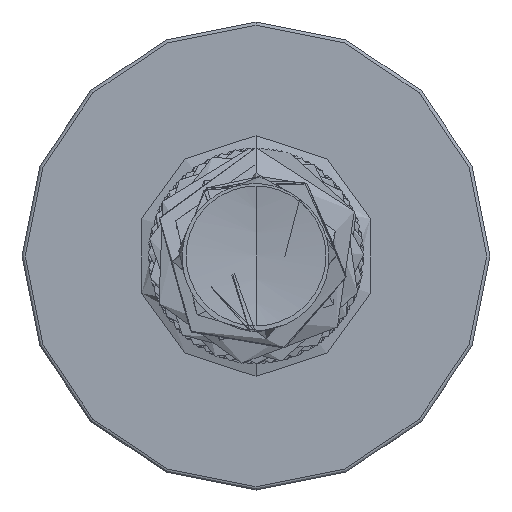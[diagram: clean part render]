
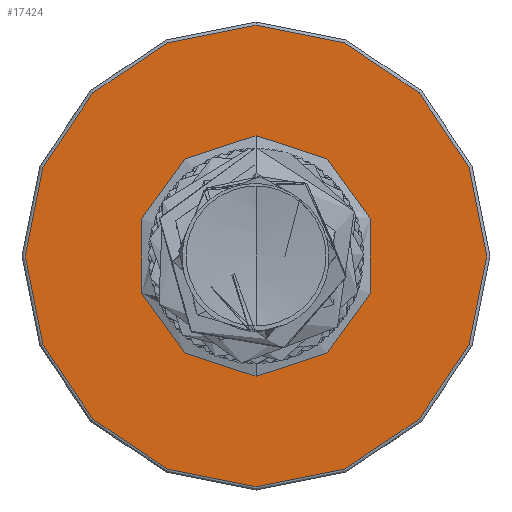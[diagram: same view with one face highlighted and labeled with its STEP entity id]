
A CAD part, front view. The second image highlights one B-rep face of the part: STEP entity #17424.
In plain terms, the highlighted planar face has unit normal (0, -1, 0).
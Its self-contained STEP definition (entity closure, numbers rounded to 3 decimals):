
#508 = FACE_BOUND ( 'NONE', #23629, .T. ) ;
#1046 = CARTESIAN_POINT ( 'NONE',  ( 0., 16., -1.67 ) ) ;
#1498 = VERTEX_POINT ( 'NONE', #1046 ) ;
#4579 = EDGE_CURVE ( 'NONE', #28936, #26544, #7664, .T. ) ;
#5762 = VERTEX_POINT ( 'NONE', #28581 ) ;
#7108 = CIRCLE ( 'NONE', #20791, 1.67 ) ;
#7664 = CIRCLE ( 'NONE', #11587, 3.205 ) ;
#8781 = PLANE ( 'NONE',  #23804 ) ;
#10716 = DIRECTION ( 'NONE',  ( 0., 1., 0. ) ) ;
#10875 = CARTESIAN_POINT ( 'NONE',  ( 0., 16., -3.205 ) ) ;
#11587 = AXIS2_PLACEMENT_3D ( 'NONE', #32009, #13523, #35103 ) ;
#11833 = EDGE_CURVE ( 'NONE', #26544, #28936, #15498, .T. ) ;
#12373 = CIRCLE ( 'NONE', #15696, 1.67 ) ;
#13523 = DIRECTION ( 'NONE',  ( 0., 1., 0. ) ) ;
#15498 = CIRCLE ( 'NONE', #23499, 3.205 ) ;
#15696 = AXIS2_PLACEMENT_3D ( 'NONE', #29183, #10716, #32288 ) ;
#16515 = ORIENTED_EDGE ( 'NONE', *, *, #4579, .F. ) ;
#17056 = CARTESIAN_POINT ( 'NONE',  ( 0., 16., 0. ) ) ;
#17424 = ADVANCED_FACE ( 'NONE', ( #32375, #508 ), #8781, .F. ) ;
#18076 = DIRECTION ( 'NONE',  ( 0., 0., 1. ) ) ;
#18133 = DIRECTION ( 'NONE',  ( 0., 1., 0. ) ) ;
#19361 = ORIENTED_EDGE ( 'NONE', *, *, #30528, .T. ) ;
#20138 = DIRECTION ( 'NONE',  ( 0., 0., 1. ) ) ;
#20791 = AXIS2_PLACEMENT_3D ( 'NONE', #17056, #38625, #20138 ) ;
#23429 = CARTESIAN_POINT ( 'NONE',  ( 0., 16., 3.205 ) ) ;
#23499 = AXIS2_PLACEMENT_3D ( 'NONE', #36593, #18133, #39690 ) ;
#23629 = EDGE_LOOP ( 'NONE', ( #19361, #31371 ) ) ;
#23804 = AXIS2_PLACEMENT_3D ( 'NONE', #33187, #36540, #18076 ) ;
#24708 = EDGE_LOOP ( 'NONE', ( #35777, #16515 ) ) ;
#26544 = VERTEX_POINT ( 'NONE', #23429 ) ;
#28581 = CARTESIAN_POINT ( 'NONE',  ( 0., 16., 1.67 ) ) ;
#28936 = VERTEX_POINT ( 'NONE', #10875 ) ;
#29183 = CARTESIAN_POINT ( 'NONE',  ( 0., 16., 0. ) ) ;
#30002 = EDGE_CURVE ( 'NONE', #1498, #5762, #7108, .T. ) ;
#30528 = EDGE_CURVE ( 'NONE', #5762, #1498, #12373, .T. ) ;
#31371 = ORIENTED_EDGE ( 'NONE', *, *, #30002, .T. ) ;
#32009 = CARTESIAN_POINT ( 'NONE',  ( 0., 16., 0. ) ) ;
#32288 = DIRECTION ( 'NONE',  ( 0., 0., 1. ) ) ;
#32375 = FACE_OUTER_BOUND ( 'NONE', #24708, .T. ) ;
#33187 = CARTESIAN_POINT ( 'NONE',  ( 0., 16., -1.67 ) ) ;
#35103 = DIRECTION ( 'NONE',  ( 0., 0., 1. ) ) ;
#35777 = ORIENTED_EDGE ( 'NONE', *, *, #11833, .F. ) ;
#36540 = DIRECTION ( 'NONE',  ( 0., 1., 0. ) ) ;
#36593 = CARTESIAN_POINT ( 'NONE',  ( 0., 16., 0. ) ) ;
#38625 = DIRECTION ( 'NONE',  ( 0., 1., 0. ) ) ;
#39690 = DIRECTION ( 'NONE',  ( 0., 0., 1. ) ) ;
